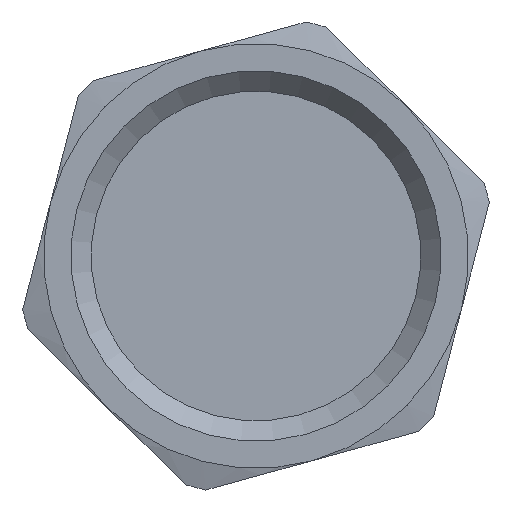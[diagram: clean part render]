
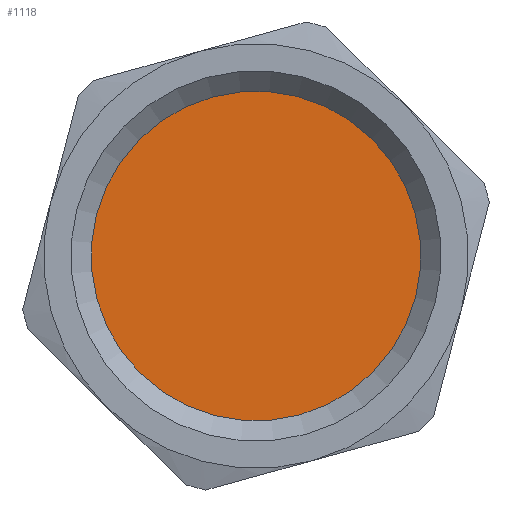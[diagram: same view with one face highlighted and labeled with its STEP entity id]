
A CAD part, left-side view. The second image highlights one B-rep face of the part: STEP entity #1118.
In plain terms, the highlighted planar face has unit normal (-1, 0, 0).
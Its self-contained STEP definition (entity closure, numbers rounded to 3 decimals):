
#985=CARTESIAN_POINT('',(-48.33,6.542,-6.632));
#986=VERTEX_POINT('',#985);
#987=CARTESIAN_POINT('',(-48.33,0.,0.));
#988=DIRECTION('',(1.0,0.,0.));
#989=DIRECTION('',(0.,0.702,-0.712));
#990=AXIS2_PLACEMENT_3D('',#987,#988,#989);
#991=CIRCLE('',#990,9.316);
#992=EDGE_CURVE('',#986,#986,#991,.T.);
#1110=CARTESIAN_POINT('',(-48.33,5.729,-5.807));
#1111=DIRECTION('',(-1.0,0.0,0.0));
#1112=DIRECTION('',(0.0,0.712,0.702));
#1113=AXIS2_PLACEMENT_3D('',#1110,#1111,#1112);
#1114=PLANE('',#1113);
#1115=ORIENTED_EDGE('',*,*,#992,.F.);
#1116=EDGE_LOOP('',(#1115));
#1117=FACE_OUTER_BOUND('',#1116,.T.);
#1118=ADVANCED_FACE('',(#1117),#1114,.T.);
